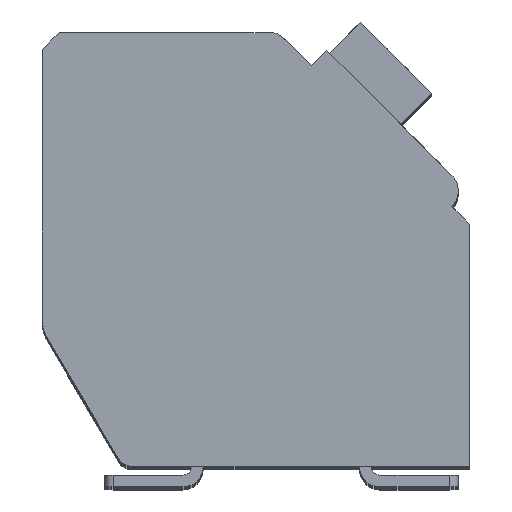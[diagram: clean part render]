
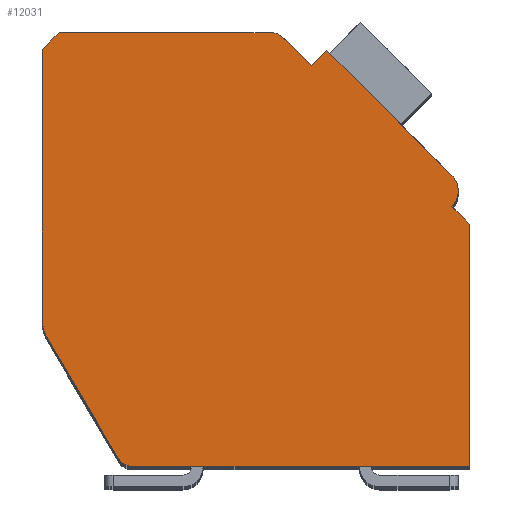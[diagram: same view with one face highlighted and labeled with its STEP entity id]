
A CAD part, top view. The second image highlights one B-rep face of the part: STEP entity #12031.
In plain terms, the highlighted planar face has unit normal (0, 0, 1).
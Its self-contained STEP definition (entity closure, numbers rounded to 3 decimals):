
#272=DIRECTION('',(0.,-1.,0.));
#273=VECTOR('',#272,8.053);
#274=CARTESIAN_POINT('',(-12.7,12.4,2.1));
#275=LINE('',#274,#273);
#276=DIRECTION('',(-0.707,-0.707,0.));
#277=VECTOR('',#276,0.707);
#278=CARTESIAN_POINT('',(-12.2,12.9,2.1));
#279=LINE('',#278,#277);
#280=DIRECTION('',(-1.,0.,0.));
#281=VECTOR('',#280,6.298);
#282=CARTESIAN_POINT('',(-5.902,12.9,2.1));
#283=LINE('',#282,#281);
#284=CARTESIAN_POINT('',(-5.902,12.4,2.1));
#285=DIRECTION('',(0.,0.,1.));
#286=DIRECTION('',(0.707,0.707,0.));
#287=AXIS2_PLACEMENT_3D('',#284,#285,#286);
#289=DIRECTION('',(-0.707,0.707,0.));
#290=VECTOR('',#289,1.197);
#291=CARTESIAN_POINT('',(-4.702,11.907,2.1));
#292=LINE('',#291,#290);
#293=DIRECTION('',(-0.707,-0.707,0.));
#294=VECTOR('',#293,0.65);
#295=CARTESIAN_POINT('',(-4.243,12.367,2.1));
#296=LINE('',#295,#294);
#297=DIRECTION('',(-0.707,0.707,0.));
#298=VECTOR('',#297,5.25);
#299=CARTESIAN_POINT('',(-0.53,8.655,2.1));
#300=LINE('',#299,#298);
#301=CARTESIAN_POINT('',(-0.99,8.195,2.1));
#302=DIRECTION('',(0.,0.,1.));
#303=DIRECTION('',(0.707,-0.707,0.));
#304=AXIS2_PLACEMENT_3D('',#301,#302,#303);
#306=DIRECTION('',(-0.707,0.707,0.));
#307=VECTOR('',#306,0.75);
#308=CARTESIAN_POINT('',(0.,7.205,2.1));
#309=LINE('',#308,#307);
#310=DIRECTION('',(0.,1.,0.));
#311=VECTOR('',#310,7.205);
#312=CARTESIAN_POINT('',(0.,0.,2.1));
#313=LINE('',#312,#311);
#314=DIRECTION('',(1.,0.,0.));
#315=VECTOR('',#314,10.014);
#316=CARTESIAN_POINT('',(-10.014,0.,2.1));
#317=LINE('',#316,#315);
#318=CARTESIAN_POINT('',(-10.014,0.5,2.1));
#319=DIRECTION('',(0.,0.,1.));
#320=DIRECTION('',(-0.862,-0.508,0.));
#321=AXIS2_PLACEMENT_3D('',#318,#319,#320);
#323=DIRECTION('',(0.508,-0.862,0.));
#324=VECTOR('',#323,4.17);
#325=CARTESIAN_POINT('',(-12.562,3.839,2.1));
#326=LINE('',#325,#324);
#327=CARTESIAN_POINT('',(-11.7,4.347,2.1));
#328=DIRECTION('',(0.,0.,1.));
#329=DIRECTION('',(-1.,0.,0.));
#330=AXIS2_PLACEMENT_3D('',#327,#328,#329);
#9033=CARTESIAN_POINT('',(-12.7,12.4,2.1));
#9034=CARTESIAN_POINT('',(-12.7,4.347,2.1));
#9035=VERTEX_POINT('',#9033);
#9036=VERTEX_POINT('',#9034);
#9037=CARTESIAN_POINT('',(-12.562,3.839,2.1));
#9038=VERTEX_POINT('',#9037);
#9039=CARTESIAN_POINT('',(-10.445,0.246,2.1));
#9040=VERTEX_POINT('',#9039);
#9041=CARTESIAN_POINT('',(-10.014,0.,2.1));
#9042=VERTEX_POINT('',#9041);
#9043=CARTESIAN_POINT('',(0.,0.,2.1));
#9044=VERTEX_POINT('',#9043);
#9045=CARTESIAN_POINT('',(0.,7.205,2.1));
#9046=VERTEX_POINT('',#9045);
#9047=CARTESIAN_POINT('',(-0.53,7.735,2.1));
#9048=VERTEX_POINT('',#9047);
#9049=CARTESIAN_POINT('',(-0.53,8.655,2.1));
#9050=VERTEX_POINT('',#9049);
#9051=CARTESIAN_POINT('',(-4.243,12.367,2.1));
#9052=VERTEX_POINT('',#9051);
#9053=CARTESIAN_POINT('',(-4.702,11.907,2.1));
#9054=VERTEX_POINT('',#9053);
#9055=CARTESIAN_POINT('',(-5.548,12.754,2.1));
#9056=VERTEX_POINT('',#9055);
#9057=CARTESIAN_POINT('',(-5.902,12.9,2.1));
#9058=VERTEX_POINT('',#9057);
#9059=CARTESIAN_POINT('',(-12.2,12.9,2.1));
#9060=VERTEX_POINT('',#9059);
#11998=CARTESIAN_POINT('',(0.,0.,2.1));
#11999=DIRECTION('',(0.,0.,1.));
#12000=DIRECTION('',(1.,0.,0.));
#12001=AXIS2_PLACEMENT_3D('',#11998,#11999,#12000);
#12002=PLANE('',#12001);
#12003=ORIENTED_EDGE('',*,*,#11774,.F.);
#12005=ORIENTED_EDGE('',*,*,#12004,.F.);
#12007=ORIENTED_EDGE('',*,*,#12006,.F.);
#12009=ORIENTED_EDGE('',*,*,#12008,.F.);
#12011=ORIENTED_EDGE('',*,*,#12010,.F.);
#12013=ORIENTED_EDGE('',*,*,#12012,.F.);
#12015=ORIENTED_EDGE('',*,*,#12014,.F.);
#12017=ORIENTED_EDGE('',*,*,#12016,.F.);
#12019=ORIENTED_EDGE('',*,*,#12018,.F.);
#12021=ORIENTED_EDGE('',*,*,#12020,.F.);
#12023=ORIENTED_EDGE('',*,*,#12022,.F.);
#12025=ORIENTED_EDGE('',*,*,#12024,.F.);
#12027=ORIENTED_EDGE('',*,*,#12026,.F.);
#12028=ORIENTED_EDGE('',*,*,#11871,.F.);
#12029=EDGE_LOOP('',(#12003,#12005,#12007,#12009,#12011,#12013,#12015,#12017,
#12019,#12021,#12023,#12025,#12027,#12028));
#12030=FACE_OUTER_BOUND('',#12029,.F.);
#288=CIRCLE('',#287,0.5);
#305=CIRCLE('',#304,0.65);
#322=CIRCLE('',#321,0.5);
#331=CIRCLE('',#330,1.);
#11774=EDGE_CURVE('',#9035,#9036,#275,.T.);
#11871=EDGE_CURVE('',#9036,#9038,#331,.T.);
#12004=EDGE_CURVE('',#9060,#9035,#279,.T.);
#12006=EDGE_CURVE('',#9058,#9060,#283,.T.);
#12008=EDGE_CURVE('',#9056,#9058,#288,.T.);
#12010=EDGE_CURVE('',#9054,#9056,#292,.T.);
#12012=EDGE_CURVE('',#9052,#9054,#296,.T.);
#12014=EDGE_CURVE('',#9050,#9052,#300,.T.);
#12016=EDGE_CURVE('',#9048,#9050,#305,.T.);
#12018=EDGE_CURVE('',#9046,#9048,#309,.T.);
#12020=EDGE_CURVE('',#9044,#9046,#313,.T.);
#12022=EDGE_CURVE('',#9042,#9044,#317,.T.);
#12024=EDGE_CURVE('',#9040,#9042,#322,.T.);
#12026=EDGE_CURVE('',#9038,#9040,#326,.T.);
#12031=ADVANCED_FACE('',(#12030),#12002,.T.);
